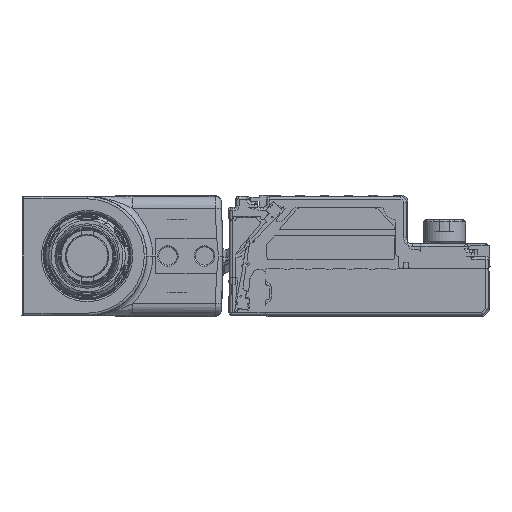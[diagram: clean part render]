
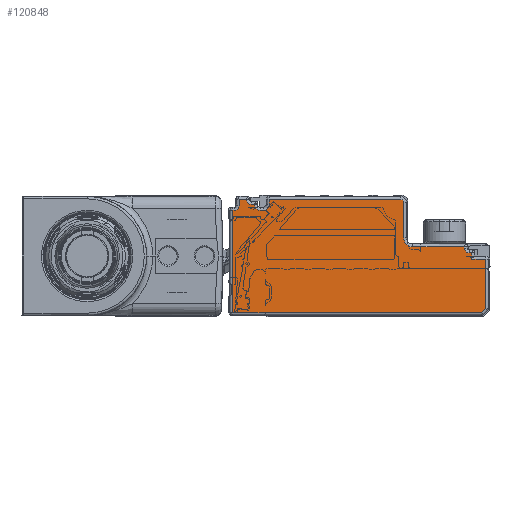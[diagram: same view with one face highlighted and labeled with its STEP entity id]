
A CAD part, left-side view. The second image highlights one B-rep face of the part: STEP entity #120848.
In plain terms, the highlighted planar face has unit normal (-1, 0, 0).
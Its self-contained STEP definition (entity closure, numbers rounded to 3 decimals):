
#117520=AXIS2_PLACEMENT_3D('Circle Axis2P3D',#117518,#117519,$) ;
#120643=AXIS2_PLACEMENT_3D('Circle Axis2P3D',#120641,#120642,$) ;
#120679=AXIS2_PLACEMENT_3D('Plane Axis2P3D',#120676,#120677,#120678) ;
#120709=AXIS2_PLACEMENT_3D('Circle Axis2P3D',#120707,#120708,$) ;
#120728=AXIS2_PLACEMENT_3D('Circle Axis2P3D',#120726,#120727,$) ;
#120742=AXIS2_PLACEMENT_3D('Circle Axis2P3D',#120740,#120741,$) ;
#120756=AXIS2_PLACEMENT_3D('Circle Axis2P3D',#120754,#120755,$) ;
#120777=AXIS2_PLACEMENT_3D('Circle Axis2P3D',#120775,#120776,$) ;
#116297=CARTESIAN_POINT('Vertex',(-728.,36.3,11.3)) ;
#116300=CARTESIAN_POINT('Line Origine',(-728.,21.5,11.3)) ;
#116304=CARTESIAN_POINT('Vertex',(-728.,14.7,11.3)) ;
#117476=CARTESIAN_POINT('Vertex',(-728.,3.,2.5)) ;
#117515=CARTESIAN_POINT('Vertex',(-728.,4.2,3.3)) ;
#117518=CARTESIAN_POINT('Axis2P3D Location',(-728.,3.4,3.3)) ;
#117522=CARTESIAN_POINT('Vertex',(-728.,3.4,2.5)) ;
#120641=CARTESIAN_POINT('Axis2P3D Location',(-728.,14.7,10.8)) ;
#120645=CARTESIAN_POINT('Vertex',(-728.,14.2,10.8)) ;
#120676=CARTESIAN_POINT('Axis2P3D Location',(-728.,0.2,-7.8)) ;
#120681=CARTESIAN_POINT('Line Origine',(-728.,3.,2.)) ;
#120685=CARTESIAN_POINT('Vertex',(-728.,3.,1.5)) ;
#120688=CARTESIAN_POINT('Line Origine',(-728.,3.2,2.5)) ;
#120693=CARTESIAN_POINT('Line Origine',(-728.,4.2,3.4)) ;
#120697=CARTESIAN_POINT('Vertex',(-728.,4.2,3.5)) ;
#120700=CARTESIAN_POINT('Line Origine',(-728.,8.45,3.5)) ;
#120704=CARTESIAN_POINT('Vertex',(-728.,12.7,3.5)) ;
#120707=CARTESIAN_POINT('Axis2P3D Location',(-728.,12.7,5.)) ;
#120711=CARTESIAN_POINT('Vertex',(-728.,14.2,5.)) ;
#120714=CARTESIAN_POINT('Line Origine',(-728.,14.2,7.9)) ;
#120719=CARTESIAN_POINT('Line Origine',(-728.,36.3,10.9)) ;
#120723=CARTESIAN_POINT('Vertex',(-728.,36.3,10.5)) ;
#120726=CARTESIAN_POINT('Axis2P3D Location',(-728.,37.3,10.5)) ;
#120730=CARTESIAN_POINT('Vertex',(-728.,37.3,9.5)) ;
#120733=CARTESIAN_POINT('Line Origine',(-728.,37.55,9.5)) ;
#120737=CARTESIAN_POINT('Vertex',(-728.,37.8,9.5)) ;
#120740=CARTESIAN_POINT('Axis2P3D Location',(-728.,37.8,10.5)) ;
#120744=CARTESIAN_POINT('Vertex',(-728.,38.8,10.5)) ;
#120747=CARTESIAN_POINT('Line Origine',(-728.,39.05,10.5)) ;
#120751=CARTESIAN_POINT('Vertex',(-728.,39.3,10.5)) ;
#120754=CARTESIAN_POINT('Axis2P3D Location',(-728.,39.3,11.3)) ;
#120758=CARTESIAN_POINT('Vertex',(-728.,40.1,11.3)) ;
#120761=CARTESIAN_POINT('Line Origine',(-728.,40.7,11.3)) ;
#120765=CARTESIAN_POINT('Vertex',(-728.,41.3,11.3)) ;
#120768=CARTESIAN_POINT('Line Origine',(-728.,41.3,10.8)) ;
#120772=CARTESIAN_POINT('Vertex',(-728.,41.3,10.3)) ;
#120775=CARTESIAN_POINT('Axis2P3D Location',(-728.,42.1,10.3)) ;
#120779=CARTESIAN_POINT('Vertex',(-728.,42.1,9.5)) ;
#120782=CARTESIAN_POINT('Line Origine',(-728.,42.2,9.5)) ;
#120786=CARTESIAN_POINT('Vertex',(-728.,42.3,9.5)) ;
#120789=CARTESIAN_POINT('Line Origine',(-728.,42.3,1.1)) ;
#120793=CARTESIAN_POINT('Vertex',(-728.,42.3,-7.3)) ;
#120796=CARTESIAN_POINT('Line Origine',(-728.,21.854,-7.3)) ;
#120800=CARTESIAN_POINT('Vertex',(-728.,1.407,-7.3)) ;
#120803=CARTESIAN_POINT('Line Origine',(-728.,1.054,-6.946)) ;
#120807=CARTESIAN_POINT('Vertex',(-728.,0.7,-6.593)) ;
#120810=CARTESIAN_POINT('Line Origine',(-728.,0.7,-2.546)) ;
#120814=CARTESIAN_POINT('Vertex',(-728.,0.7,1.5)) ;
#120817=CARTESIAN_POINT('Line Origine',(-728.,1.85,1.5)) ;
#116301=DIRECTION('Vector Direction',(0.,-1.,0.)) ;
#117519=DIRECTION('Axis2P3D Direction',(1.,0.,0.)) ;
#120642=DIRECTION('Axis2P3D Direction',(1.,0.,0.)) ;
#120677=DIRECTION('Axis2P3D Direction',(-1.,0.,0.)) ;
#120678=DIRECTION('Axis2P3D XDirection',(0.,0.,1.)) ;
#120682=DIRECTION('Vector Direction',(0.,0.,1.)) ;
#120689=DIRECTION('Vector Direction',(0.,1.,0.)) ;
#120694=DIRECTION('Vector Direction',(0.,0.,-1.)) ;
#120701=DIRECTION('Vector Direction',(0.,1.,0.)) ;
#120708=DIRECTION('Axis2P3D Direction',(-1.,0.,0.)) ;
#120715=DIRECTION('Vector Direction',(0.,0.,1.)) ;
#120720=DIRECTION('Vector Direction',(0.,0.,-1.)) ;
#120727=DIRECTION('Axis2P3D Direction',(-1.,0.,0.)) ;
#120734=DIRECTION('Vector Direction',(0.,1.,0.)) ;
#120741=DIRECTION('Axis2P3D Direction',(-1.,0.,0.)) ;
#120748=DIRECTION('Vector Direction',(0.,-1.,0.)) ;
#120755=DIRECTION('Axis2P3D Direction',(-1.,0.,0.)) ;
#120762=DIRECTION('Vector Direction',(0.,1.,0.)) ;
#120769=DIRECTION('Vector Direction',(0.,0.,-1.)) ;
#120776=DIRECTION('Axis2P3D Direction',(-1.,0.,0.)) ;
#120783=DIRECTION('Vector Direction',(0.,1.,0.)) ;
#120790=DIRECTION('Vector Direction',(0.,0.,-1.)) ;
#120797=DIRECTION('Vector Direction',(0.,-1.,0.)) ;
#120804=DIRECTION('Vector Direction',(0.,-0.707,0.707)) ;
#120811=DIRECTION('Vector Direction',(0.,0.,1.)) ;
#120818=DIRECTION('Vector Direction',(0.,1.,0.)) ;
#116302=VECTOR('Line Direction',#116301,1.) ;
#120683=VECTOR('Line Direction',#120682,1.) ;
#120690=VECTOR('Line Direction',#120689,1.) ;
#120695=VECTOR('Line Direction',#120694,1.) ;
#120702=VECTOR('Line Direction',#120701,1.) ;
#120716=VECTOR('Line Direction',#120715,1.) ;
#120721=VECTOR('Line Direction',#120720,1.) ;
#120735=VECTOR('Line Direction',#120734,1.) ;
#120749=VECTOR('Line Direction',#120748,1.) ;
#120763=VECTOR('Line Direction',#120762,1.) ;
#120770=VECTOR('Line Direction',#120769,1.) ;
#120784=VECTOR('Line Direction',#120783,1.) ;
#120791=VECTOR('Line Direction',#120790,1.) ;
#120798=VECTOR('Line Direction',#120797,1.) ;
#120805=VECTOR('Line Direction',#120804,1.) ;
#120812=VECTOR('Line Direction',#120811,1.) ;
#120819=VECTOR('Line Direction',#120818,1.) ;
#120823=ORIENTED_EDGE('',*,*,#120687,.T.) ;
#120824=ORIENTED_EDGE('',*,*,#120692,.T.) ;
#120825=ORIENTED_EDGE('',*,*,#117524,.T.) ;
#120826=ORIENTED_EDGE('',*,*,#120699,.T.) ;
#120827=ORIENTED_EDGE('',*,*,#120706,.T.) ;
#120828=ORIENTED_EDGE('',*,*,#120713,.T.) ;
#120829=ORIENTED_EDGE('',*,*,#120718,.T.) ;
#120830=ORIENTED_EDGE('',*,*,#120647,.T.) ;
#120831=ORIENTED_EDGE('',*,*,#116306,.T.) ;
#120832=ORIENTED_EDGE('',*,*,#120725,.T.) ;
#120833=ORIENTED_EDGE('',*,*,#120732,.T.) ;
#120834=ORIENTED_EDGE('',*,*,#120739,.T.) ;
#120835=ORIENTED_EDGE('',*,*,#120746,.T.) ;
#120836=ORIENTED_EDGE('',*,*,#120753,.T.) ;
#120837=ORIENTED_EDGE('',*,*,#120760,.T.) ;
#120838=ORIENTED_EDGE('',*,*,#120767,.T.) ;
#120839=ORIENTED_EDGE('',*,*,#120774,.T.) ;
#120840=ORIENTED_EDGE('',*,*,#120781,.T.) ;
#120841=ORIENTED_EDGE('',*,*,#120788,.T.) ;
#120842=ORIENTED_EDGE('',*,*,#120795,.T.) ;
#120843=ORIENTED_EDGE('',*,*,#120802,.T.) ;
#120844=ORIENTED_EDGE('',*,*,#120809,.T.) ;
#120845=ORIENTED_EDGE('',*,*,#120816,.T.) ;
#120846=ORIENTED_EDGE('',*,*,#120821,.T.) ;
#120848=ADVANCED_FACE('\X2\FF8AFF9FFF70FF82\X0\ \X2\FF8EFF9EFF83FF9EFF68FF70\X0\',(#120847),#120680,.T.) ;
#117521=CIRCLE('generated circle',#117520,0.8) ;
#120644=CIRCLE('generated circle',#120643,0.5) ;
#120710=CIRCLE('generated circle',#120709,1.5) ;
#120729=CIRCLE('generated circle',#120728,1.) ;
#120743=CIRCLE('generated circle',#120742,1.) ;
#120757=CIRCLE('generated circle',#120756,0.8) ;
#120778=CIRCLE('generated circle',#120777,0.8) ;
#116306=EDGE_CURVE('',#116305,#116298,#116303,.F.) ;
#117524=EDGE_CURVE('',#117523,#117516,#117521,.T.) ;
#120647=EDGE_CURVE('',#120646,#116305,#120644,.F.) ;
#120687=EDGE_CURVE('',#120686,#117477,#120684,.T.) ;
#120692=EDGE_CURVE('',#117477,#117523,#120691,.T.) ;
#120699=EDGE_CURVE('',#117516,#120698,#120696,.F.) ;
#120706=EDGE_CURVE('',#120698,#120705,#120703,.T.) ;
#120713=EDGE_CURVE('',#120705,#120712,#120710,.F.) ;
#120718=EDGE_CURVE('',#120712,#120646,#120717,.T.) ;
#120725=EDGE_CURVE('',#116298,#120724,#120722,.T.) ;
#120732=EDGE_CURVE('',#120724,#120731,#120729,.F.) ;
#120739=EDGE_CURVE('',#120731,#120738,#120736,.T.) ;
#120746=EDGE_CURVE('',#120738,#120745,#120743,.F.) ;
#120753=EDGE_CURVE('',#120745,#120752,#120750,.F.) ;
#120760=EDGE_CURVE('',#120752,#120759,#120757,.F.) ;
#120767=EDGE_CURVE('',#120759,#120766,#120764,.T.) ;
#120774=EDGE_CURVE('',#120766,#120773,#120771,.T.) ;
#120781=EDGE_CURVE('',#120773,#120780,#120778,.F.) ;
#120788=EDGE_CURVE('',#120780,#120787,#120785,.T.) ;
#120795=EDGE_CURVE('',#120787,#120794,#120792,.T.) ;
#120802=EDGE_CURVE('',#120794,#120801,#120799,.T.) ;
#120809=EDGE_CURVE('',#120801,#120808,#120806,.T.) ;
#120816=EDGE_CURVE('',#120808,#120815,#120813,.T.) ;
#120821=EDGE_CURVE('',#120815,#120686,#120820,.T.) ;
#120822=EDGE_LOOP('',(#120823,#120824,#120825,#120826,#120827,#120828,#120829,#120830,#120831,#120832,#120833,#120834,#120835,#120836,#120837,#120838,#120839,#120840,#120841,#120842,#120843,#120844,#120845,#120846)) ;
#120847=FACE_OUTER_BOUND('',#120822,.T.) ;
#116303=LINE('Line',#116300,#116302) ;
#120684=LINE('Line',#120681,#120683) ;
#120691=LINE('Line',#120688,#120690) ;
#120696=LINE('Line',#120693,#120695) ;
#120703=LINE('Line',#120700,#120702) ;
#120717=LINE('Line',#120714,#120716) ;
#120722=LINE('Line',#120719,#120721) ;
#120736=LINE('Line',#120733,#120735) ;
#120750=LINE('Line',#120747,#120749) ;
#120764=LINE('Line',#120761,#120763) ;
#120771=LINE('Line',#120768,#120770) ;
#120785=LINE('Line',#120782,#120784) ;
#120792=LINE('Line',#120789,#120791) ;
#120799=LINE('Line',#120796,#120798) ;
#120806=LINE('Line',#120803,#120805) ;
#120813=LINE('Line',#120810,#120812) ;
#120820=LINE('Line',#120817,#120819) ;
#120680=PLANE('',#120679) ;
#116298=VERTEX_POINT('',#116297) ;
#116305=VERTEX_POINT('',#116304) ;
#117477=VERTEX_POINT('',#117476) ;
#117516=VERTEX_POINT('',#117515) ;
#117523=VERTEX_POINT('',#117522) ;
#120646=VERTEX_POINT('',#120645) ;
#120686=VERTEX_POINT('',#120685) ;
#120698=VERTEX_POINT('',#120697) ;
#120705=VERTEX_POINT('',#120704) ;
#120712=VERTEX_POINT('',#120711) ;
#120724=VERTEX_POINT('',#120723) ;
#120731=VERTEX_POINT('',#120730) ;
#120738=VERTEX_POINT('',#120737) ;
#120745=VERTEX_POINT('',#120744) ;
#120752=VERTEX_POINT('',#120751) ;
#120759=VERTEX_POINT('',#120758) ;
#120766=VERTEX_POINT('',#120765) ;
#120773=VERTEX_POINT('',#120772) ;
#120780=VERTEX_POINT('',#120779) ;
#120787=VERTEX_POINT('',#120786) ;
#120794=VERTEX_POINT('',#120793) ;
#120801=VERTEX_POINT('',#120800) ;
#120808=VERTEX_POINT('',#120807) ;
#120815=VERTEX_POINT('',#120814) ;
